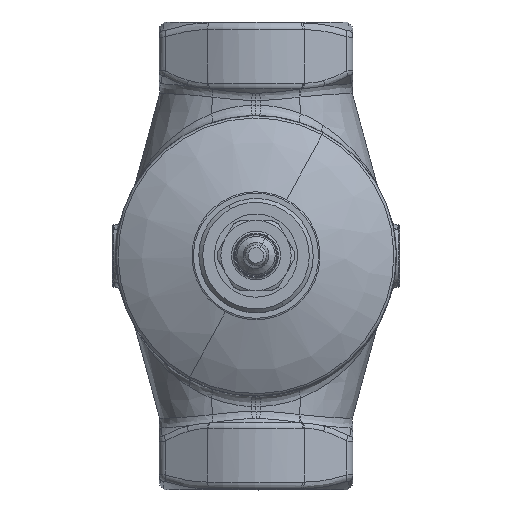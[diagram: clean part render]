
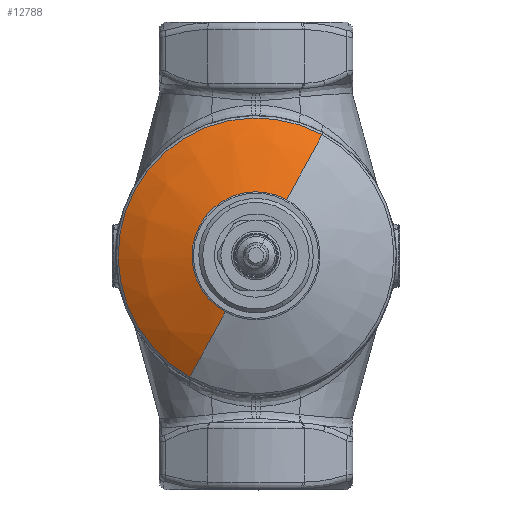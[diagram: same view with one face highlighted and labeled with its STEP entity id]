
A CAD part, top view. The second image highlights one B-rep face of the part: STEP entity #12788.
In plain terms, the highlighted face is a revolution surface.
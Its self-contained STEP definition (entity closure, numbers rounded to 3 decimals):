
#6432=CARTESIAN_POINT('Vertex',(-25.438,-46.564,40.595)) ;
#6435=CARTESIAN_POINT('Axis2P3D Location',(0.,0.,40.595)) ;
#6439=CARTESIAN_POINT('Vertex',(25.438,46.564,40.595)) ;
#12754=CARTESIAN_POINT('Control Point',(11.267,20.623,53.)) ;
#12755=CARTESIAN_POINT('Control Point',(15.148,27.728,51.05)) ;
#12756=CARTESIAN_POINT('Control Point',(18.925,34.643,48.201)) ;
#12757=CARTESIAN_POINT('Control Point',(22.527,41.235,44.49)) ;
#12758=CARTESIAN_POINT('Control Point',(25.889,47.389,40.)) ;
#12759=CARTESIAN_POINT('Axis1P Location',(0.,0.,-44.219)) ;
#12763=CARTESIAN_POINT('Axis2P3D Location',(0.04,0.073,-44.219)) ;
#12767=CARTESIAN_POINT('Vertex',(11.809,21.616,52.72)) ;
#12770=CARTESIAN_POINT('Axis2P3D Location',(-0.04,-0.073,-44.219)) ;
#12774=CARTESIAN_POINT('Vertex',(-11.809,-21.616,52.72)) ;
#12777=CARTESIAN_POINT('Axis2P3D Location',(0.,0.,52.72)) ;
#6436=DIRECTION('Axis2P3D Direction',(0.,-0.,1.)) ;
#12760=DIRECTION('Axis1P Direction',(-0.,-0.,1.)) ;
#12764=DIRECTION('Axis2P3D Direction',(-0.878,0.479,0.)) ;
#12771=DIRECTION('Axis2P3D Direction',(0.878,-0.479,0.)) ;
#12778=DIRECTION('Axis2P3D Direction',(0.,0.,-1.)) ;
#6437=AXIS2_PLACEMENT_3D('Circle Axis2P3D',#6435,#6436,$) ;
#12765=AXIS2_PLACEMENT_3D('Circle Axis2P3D',#12763,#12764,$) ;
#12772=AXIS2_PLACEMENT_3D('Circle Axis2P3D',#12770,#12771,$) ;
#12779=AXIS2_PLACEMENT_3D('Circle Axis2P3D',#12777,#12778,$) ;
#12783=ORIENTED_EDGE('',*,*,#12769,.F.) ;
#12784=ORIENTED_EDGE('',*,*,#6441,.F.) ;
#12785=ORIENTED_EDGE('',*,*,#12776,.T.) ;
#12786=ORIENTED_EDGE('',*,*,#12781,.F.) ;
#12788=ADVANCED_FACE('Body.2',(#12787),#12762,.F.) ;
#12761=AXIS1_PLACEMENT('Revolution Surface Axis1P',#12759,#12760) ;
#12753=B_SPLINE_CURVE_WITH_KNOTS('',4,(#12754,#12755,#12756,#12757,#12758),.UNSPECIFIED.,.F.,.U.,(5,5),(-133.443,-100.134),.UNSPECIFIED.) ;
#6438=CIRCLE('generated circle',#6437,53.06) ;
#12766=CIRCLE('generated circle',#12765,100.) ;
#12773=CIRCLE('generated circle',#12772,100.) ;
#12780=CIRCLE('generated circle',#12779,24.632) ;
#6441=EDGE_CURVE('',#6433,#6440,#6438,.F.) ;
#12769=EDGE_CURVE('',#6440,#12768,#12766,.F.) ;
#12776=EDGE_CURVE('',#6433,#12775,#12773,.F.) ;
#12781=EDGE_CURVE('',#12768,#12775,#12780,.F.) ;
#12782=EDGE_LOOP('',(#12783,#12784,#12785,#12786)) ;
#12787=FACE_OUTER_BOUND('',#12782,.T.) ;
#12762=SURFACE_OF_REVOLUTION('homeo Torus',#12753,#12761) ;
#6433=VERTEX_POINT('',#6432) ;
#6440=VERTEX_POINT('',#6439) ;
#12768=VERTEX_POINT('',#12767) ;
#12775=VERTEX_POINT('',#12774) ;
